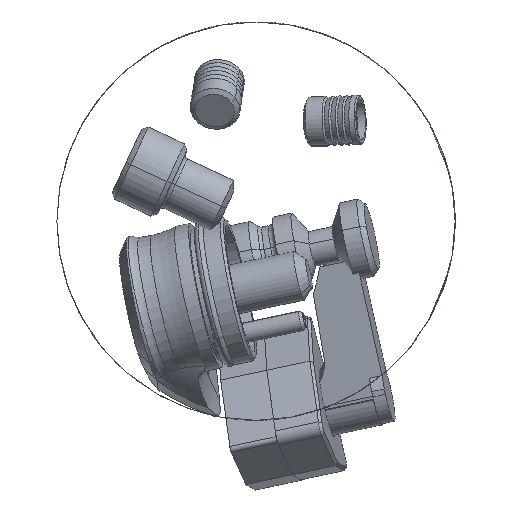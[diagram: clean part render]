
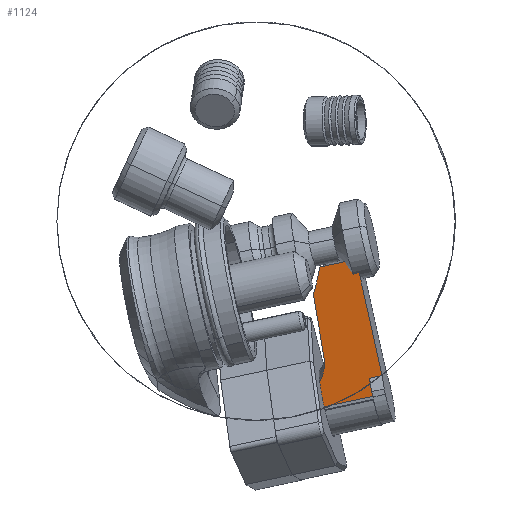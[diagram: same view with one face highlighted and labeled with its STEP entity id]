
A CAD part, left-side view. The second image highlights one B-rep face of the part: STEP entity #1124.
In plain terms, the highlighted face is planar.
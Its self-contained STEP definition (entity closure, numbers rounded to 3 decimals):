
#192 = VECTOR ( 'NONE', #4799, 1000. ) ;
#350 = ORIENTED_EDGE ( 'NONE', *, *, #6550, .F. ) ;
#397 = DIRECTION ( 'NONE',  ( 1., 0., 0. ) ) ;
#854 = EDGE_CURVE ( 'NONE', #5856, #15308, #8343, .T. ) ;
#1118 = CARTESIAN_POINT ( 'NONE',  ( -3.099, 5.835, -2.35 ) ) ;
#1124 = ADVANCED_FACE ( 'NONE', ( #12541 ), #13664, .F. ) ;
#1173 = CARTESIAN_POINT ( 'NONE',  ( -3.959, 5.486, -2.35 ) ) ;
#1185 = CARTESIAN_POINT ( 'NONE',  ( -1.849, 1.3, -2.35 ) ) ;
#1282 = CARTESIAN_POINT ( 'NONE',  ( -4.406, 5.377, -2.35 ) ) ;
#1419 = CARTESIAN_POINT ( 'NONE',  ( -0.438, 8.366, -2.35 ) ) ;
#1508 = CARTESIAN_POINT ( 'NONE',  ( 0., 14.8, -2.35 ) ) ;
#1930 = CARTESIAN_POINT ( 'NONE',  ( -12.121, 4.558, -2.35 ) ) ;
#2157 = ORIENTED_EDGE ( 'NONE', *, *, #8531, .F. ) ;
#2187 = CARTESIAN_POINT ( 'NONE',  ( -13.85, 3.762, -2.35 ) ) ;
#2333 = CARTESIAN_POINT ( 'NONE',  ( -4.868, 5.33, -2.35 ) ) ;
#2382 = EDGE_CURVE ( 'NONE', #6466, #13817, #14017, .T. ) ;
#2395 = CARTESIAN_POINT ( 'NONE',  ( -1.026, 7.653, -2.35 ) ) ;
#2541 = VERTEX_POINT ( 'NONE', #1185 ) ;
#2552 = CARTESIAN_POINT ( 'NONE',  ( 0., 1.3, -2.35 ) ) ;
#2737 = ORIENTED_EDGE ( 'NONE', *, *, #854, .F. ) ;
#2757 = CARTESIAN_POINT ( 'NONE',  ( -1.849, 0., -2.35 ) ) ;
#2823 = CARTESIAN_POINT ( 'NONE',  ( -0.438, 8.366, -2.35 ) ) ;
#3052 = CARTESIAN_POINT ( 'NONE',  ( -11.697, 4.774, -2.35 ) ) ;
#3166 = ORIENTED_EDGE ( 'NONE', *, *, #8979, .T. ) ;
#3191 = DIRECTION ( 'NONE',  ( 0., -1., 0. ) ) ;
#3208 = CARTESIAN_POINT ( 'NONE',  ( -13.85, 3.762, -2.35 ) ) ;
#3287 = B_SPLINE_CURVE_WITH_KNOTS ( 'NONE', 3,
 ( #15448, #8204, #12187, #13349 ),
 .UNSPECIFIED., .F., .F.,
 ( 4, 4 ),
 ( 0.002, 0.003 ),
 .UNSPECIFIED. ) ;
#3591 = DIRECTION ( 'NONE',  ( 1., 0., 0. ) ) ;
#3911 = CARTESIAN_POINT ( 'NONE',  ( -0.293, 8.223, -2.35 ) ) ;
#4037 = ORIENTED_EDGE ( 'NONE', *, *, #2382, .T. ) ;
#4195 = EDGE_CURVE ( 'NONE', #11839, #5856, #12280, .T. ) ;
#4516 = VERTEX_POINT ( 'NONE', #14272 ) ;
#4534 = VECTOR ( 'NONE', #8726, 1000. ) ;
#4799 = DIRECTION ( 'NONE',  ( 0., -1., 0. ) ) ;
#4898 = VECTOR ( 'NONE', #8189, 1000. ) ;
#5101 = CARTESIAN_POINT ( 'NONE',  ( -4.868, 5.33, -2.35 ) ) ;
#5634 = CARTESIAN_POINT ( 'NONE',  ( 0., 14.8, -2.35 ) ) ;
#5856 = VERTEX_POINT ( 'NONE', #13747 ) ;
#5897 = CARTESIAN_POINT ( 'NONE',  ( -13.85, 14.8, -2.35 ) ) ;
#6466 = VERTEX_POINT ( 'NONE', #11797 ) ;
#6550 = EDGE_CURVE ( 'NONE', #15308, #4516, #6730, .T. ) ;
#6730 = LINE ( 'NONE', #5897, #4898 ) ;
#7078 = CARTESIAN_POINT ( 'NONE',  ( 0., 7.938, -2.35 ) ) ;
#7079 = CARTESIAN_POINT ( 'NONE',  ( -12.862, 0., -2.35 ) ) ;
#7131 = CARTESIAN_POINT ( 'NONE',  ( -2.709, 6.079, -2.35 ) ) ;
#7184 = CARTESIAN_POINT ( 'NONE',  ( -1.494, 7.144, -2.35 ) ) ;
#7195 = CARTESIAN_POINT ( 'NONE',  ( 0., 0., -2.35 ) ) ;
#7537 = DIRECTION ( 'NONE',  ( 0., 0., 1. ) ) ;
#7561 = EDGE_CURVE ( 'NONE', #4516, #7998, #3287, .T. ) ;
#7600 = VECTOR ( 'NONE', #3191, 1000. ) ;
#7998 = VERTEX_POINT ( 'NONE', #7079 ) ;
#8189 = DIRECTION ( 'NONE',  ( 0., -1., 0. ) ) ;
#8204 = CARTESIAN_POINT ( 'NONE',  ( -13.517, 0.302, -2.35 ) ) ;
#8296 = LINE ( 'NONE', #14445, #192 ) ;
#8343 = B_SPLINE_CURVE_WITH_KNOTS ( 'NONE', 3,
 ( #10280, #3052, #1930, #10437, #9178, #3208 ),
 .UNSPECIFIED., .F., .F.,
 ( 4, 2, 4 ),
 ( 0.004, 0.005, 0.007 ),
 .UNSPECIFIED. ) ;
#8531 = EDGE_CURVE ( 'NONE', #2541, #13817, #12388, .T. ) ;
#8626 = CARTESIAN_POINT ( 'NONE',  ( 0.482, 5.61, -2.35 ) ) ;
#8726 = DIRECTION ( 'NONE',  ( -0.999, -0.052, 0. ) ) ;
#8979 = EDGE_CURVE ( 'NONE', #14705, #7998, #14111, .T. ) ;
#9178 = CARTESIAN_POINT ( 'NONE',  ( -13.41, 3.942, -2.35 ) ) ;
#9204 = VERTEX_POINT ( 'NONE', #2823 ) ;
#9445 = B_SPLINE_CURVE_WITH_KNOTS ( 'NONE', 3,
 ( #7078, #13168, #3911, #1419 ),
 .UNSPECIFIED., .F., .F.,
 ( 4, 4 ),
 ( 0.005, 0.005 ),
 .UNSPECIFIED. ) ;
#9509 = CARTESIAN_POINT ( 'NONE',  ( -1.989, 6.661, -2.35 ) ) ;
#9568 = CARTESIAN_POINT ( 'NONE',  ( -3.74, 5.56, -2.35 ) ) ;
#9872 = ORIENTED_EDGE ( 'NONE', *, *, #7561, .F. ) ;
#9934 = VECTOR ( 'NONE', #3591, 1000. ) ;
#9965 = ORIENTED_EDGE ( 'NONE', *, *, #4195, .F. ) ;
#10280 = CARTESIAN_POINT ( 'NONE',  ( -11.275, 4.994, -2.35 ) ) ;
#10437 = CARTESIAN_POINT ( 'NONE',  ( -12.977, 4.142, -2.35 ) ) ;
#10553 = B_SPLINE_CURVE_WITH_KNOTS ( 'NONE', 3,
 ( #14437, #14334, #2395, #7184, #11947, #9509, #13166, #7131, #1118, #9568, #1173, #1282, #15634, #2333 ),
 .UNSPECIFIED., .F., .F.,
 ( 4, 2, 2, 2, 2, 2, 4 ),
 ( 0., 0.001, 0.002, 0.003, 0.004, 0.005, 0.006 ),
 .UNSPECIFIED. ) ;
#11605 = ORIENTED_EDGE ( 'NONE', *, *, #13389, .F. ) ;
#11644 = EDGE_CURVE ( 'NONE', #9204, #11839, #10553, .T. ) ;
#11797 = CARTESIAN_POINT ( 'NONE',  ( 0., 7.938, -2.35 ) ) ;
#11839 = VERTEX_POINT ( 'NONE', #5101 ) ;
#11947 = CARTESIAN_POINT ( 'NONE',  ( -1.654, 6.979, -2.35 ) ) ;
#12187 = CARTESIAN_POINT ( 'NONE',  ( -13.188, 0.154, -2.35 ) ) ;
#12280 = LINE ( 'NONE', #8626, #4534 ) ;
#12388 = LINE ( 'NONE', #2552, #9934 ) ;
#12541 = FACE_OUTER_BOUND ( 'NONE', #15383, .T. ) ;
#12700 = ORIENTED_EDGE ( 'NONE', *, *, #14373, .T. ) ;
#13135 = VECTOR ( 'NONE', #14451, 1000. ) ;
#13166 = CARTESIAN_POINT ( 'NONE',  ( -2.164, 6.508, -2.35 ) ) ;
#13168 = CARTESIAN_POINT ( 'NONE',  ( -0.147, 8.079, -2.35 ) ) ;
#13349 = CARTESIAN_POINT ( 'NONE',  ( -12.862, 0., -2.35 ) ) ;
#13389 = EDGE_CURVE ( 'NONE', #6466, #9204, #9445, .T. ) ;
#13664 = PLANE ( 'NONE',  #14972 ) ;
#13747 = CARTESIAN_POINT ( 'NONE',  ( -11.275, 4.994, -2.35 ) ) ;
#13817 = VERTEX_POINT ( 'NONE', #14630 ) ;
#14017 = LINE ( 'NONE', #5634, #7600 ) ;
#14111 = LINE ( 'NONE', #7195, #13135 ) ;
#14272 = CARTESIAN_POINT ( 'NONE',  ( -13.85, 0.438, -2.35 ) ) ;
#14334 = CARTESIAN_POINT ( 'NONE',  ( -0.732, 8.01, -2.35 ) ) ;
#14373 = EDGE_CURVE ( 'NONE', #2541, #14705, #8296, .T. ) ;
#14437 = CARTESIAN_POINT ( 'NONE',  ( -0.438, 8.366, -2.35 ) ) ;
#14445 = CARTESIAN_POINT ( 'NONE',  ( -1.849, 14.8, -2.35 ) ) ;
#14451 = DIRECTION ( 'NONE',  ( -1., 0., 0. ) ) ;
#14630 = CARTESIAN_POINT ( 'NONE',  ( 0., 1.3, -2.35 ) ) ;
#14705 = VERTEX_POINT ( 'NONE', #2757 ) ;
#14914 = ORIENTED_EDGE ( 'NONE', *, *, #11644, .F. ) ;
#14972 = AXIS2_PLACEMENT_3D ( 'NONE', #1508, #7537, #397 ) ;
#15308 = VERTEX_POINT ( 'NONE', #2187 ) ;
#15383 = EDGE_LOOP ( 'NONE', ( #2737, #9965, #14914, #11605, #4037, #2157, #12700, #3166, #9872, #350 ) ) ;
#15448 = CARTESIAN_POINT ( 'NONE',  ( -13.85, 0.438, -2.35 ) ) ;
#15634 = CARTESIAN_POINT ( 'NONE',  ( -4.636, 5.342, -2.35 ) ) ;
